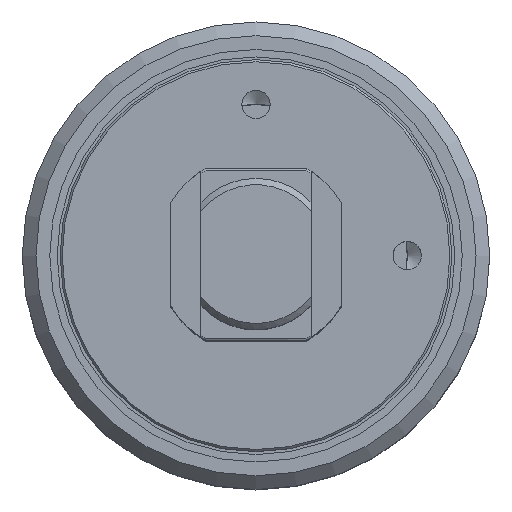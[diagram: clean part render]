
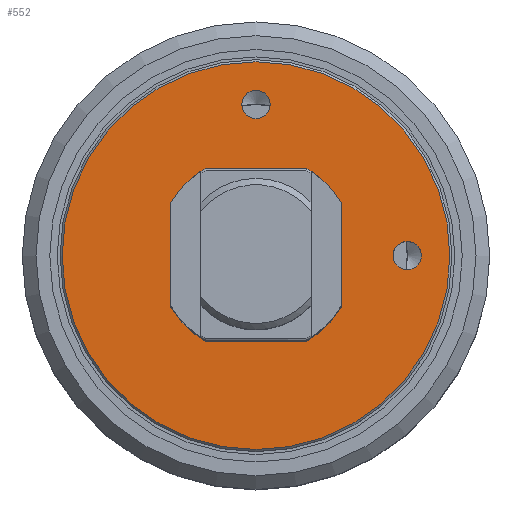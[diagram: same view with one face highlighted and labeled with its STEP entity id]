
A CAD part, top view. The second image highlights one B-rep face of the part: STEP entity #552.
In plain terms, the highlighted planar face has unit normal (0, 0, 1).
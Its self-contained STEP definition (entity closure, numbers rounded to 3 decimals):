
#552 = ADVANCED_FACE( '', ( #1210, #1211, #1212, #1213 ), #1214, .T. );
#1210 = FACE_BOUND( '', #2167, .T. );
#1211 = FACE_BOUND( '', #2168, .T. );
#1212 = FACE_OUTER_BOUND( '', #2169, .T. );
#1213 = FACE_BOUND( '', #2170, .T. );
#1214 = PLANE( '', #2171 );
#2167 = EDGE_LOOP( '', ( #3303 ) );
#2168 = EDGE_LOOP( '', ( #3304 ) );
#2169 = EDGE_LOOP( '', ( #3305 ) );
#2170 = EDGE_LOOP( '', ( #3306 ) );
#2171 = AXIS2_PLACEMENT_3D( '', #3307, #3308, #3309 );
#3303 = ORIENTED_EDGE( '', *, *, #5195, .T. );
#3304 = ORIENTED_EDGE( '', *, *, #5196, .T. );
#3305 = ORIENTED_EDGE( '', *, *, #5159, .T. );
#3306 = ORIENTED_EDGE( '', *, *, #5197, .T. );
#3307 = CARTESIAN_POINT( '', ( -28.5, 0., 29. ) );
#3308 = DIRECTION( '', ( 0., 0., 1. ) );
#3309 = DIRECTION( '', ( 1., 0., 0. ) );
#5159 = EDGE_CURVE( '', #5974, #5974, #5975, .T. );
#5195 = EDGE_CURVE( '', #6036, #6036, #6037, .T. );
#5196 = EDGE_CURVE( '', #6038, #6038, #6039, .T. );
#5197 = EDGE_CURVE( '', #6040, #6040, #6041, .T. );
#5974 = VERTEX_POINT( '', #7222 );
#5975 = CIRCLE( '', #7223, 28.2 );
#6036 = VERTEX_POINT( '', #7378 );
#6037 = CIRCLE( '', #7379, 2.067 );
#6038 = VERTEX_POINT( '', #7380 );
#6039 = CIRCLE( '', #7381, 2.067 );
#6040 = VERTEX_POINT( '', #7382 );
#6041 = CIRCLE( '', #7383, 10.188 );
#7222 = CARTESIAN_POINT( '', ( 28.2, 0., 29. ) );
#7223 = AXIS2_PLACEMENT_3D( '', #9647, #9648, #9649 );
#7378 = CARTESIAN_POINT( '', ( 0., -24.067, 29. ) );
#7379 = AXIS2_PLACEMENT_3D( '', #9681, #9682, #9683 );
#7380 = CARTESIAN_POINT( '', ( 22., -2.067, 29. ) );
#7381 = AXIS2_PLACEMENT_3D( '', #9684, #9685, #9686 );
#7382 = CARTESIAN_POINT( '', ( 0., -10.188, 29. ) );
#7383 = AXIS2_PLACEMENT_3D( '', #9687, #9688, #9689 );
#9647 = CARTESIAN_POINT( '', ( 0., 0., 29. ) );
#9648 = DIRECTION( '', ( 0., 0., 1. ) );
#9649 = DIRECTION( '', ( 1., 0., 0. ) );
#9681 = CARTESIAN_POINT( '', ( 0., -22., 29. ) );
#9682 = DIRECTION( '', ( 0., 0., -1. ) );
#9683 = DIRECTION( '', ( 0., -1., 0. ) );
#9684 = CARTESIAN_POINT( '', ( 22., 0., 29. ) );
#9685 = DIRECTION( '', ( 0., 0., -1. ) );
#9686 = DIRECTION( '', ( 0., -1., 0. ) );
#9687 = CARTESIAN_POINT( '', ( 0., 0., 29. ) );
#9688 = DIRECTION( '', ( 0., 0., -1. ) );
#9689 = DIRECTION( '', ( 0., -1., 0. ) );
